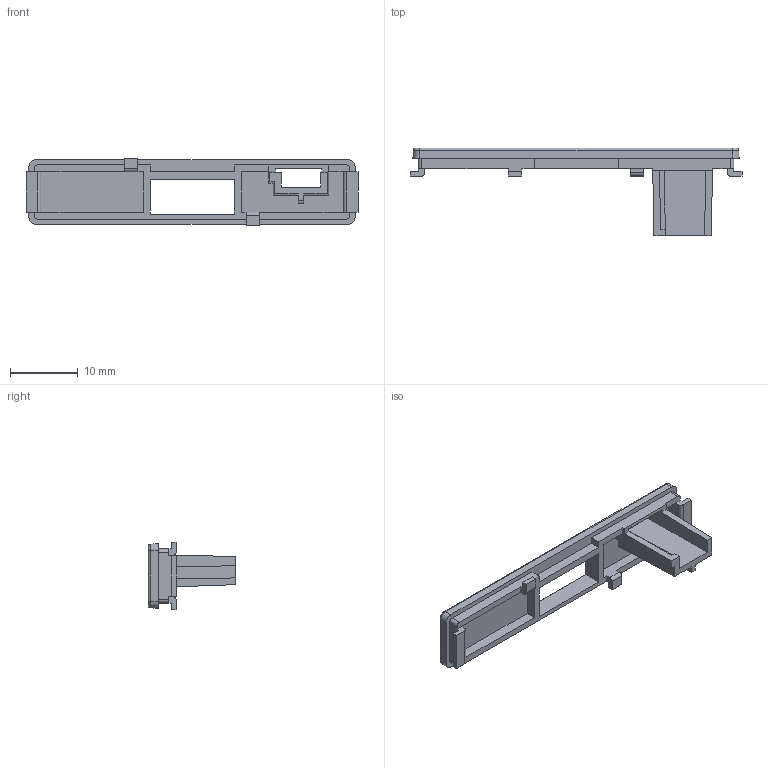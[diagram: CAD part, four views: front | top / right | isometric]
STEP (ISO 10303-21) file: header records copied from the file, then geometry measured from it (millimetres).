
FILE_DESCRIPTION(/* description */ (''),/* implementation_level */ '2;1');
FILE_NAME(/* name */ 'RX Connector Plate.ipt.step',/* time_stamp */ '2020-04-16T23:12:19-04:00',/* author */ ('Jordan'),/* organization */ (''),/* preprocessor_version */ 'ST-DEVELOPER v17',/* originating_system */ 'Autodesk Inventor 2019',/* authorisation */ '');
FILE_SCHEMA (('AUTOMOTIVE_DESIGN { 1 0 10303 214 3 1 1 }'));
Length unit declared in the file: inch
Products named in the file (1): RX Connector Plate
Bounding box: 49.14 x 13 x 10 mm (x, y, z)
Volume: 925.5 mm3; surface area: 1762.4 mm2
Topology: 1 solids, 1 shells, 103 faces, 281 edges, 180 vertices
Faces by surface type: plane 83, cylinder 12, cone 4, torus 4
Entity records: 3361 total; most frequent: CARTESIAN_POINT 565, ORIENTED_EDGE 562, DIRECTION 525, EDGE_CURVE 281, LINE 245, VECTOR 245, VERTEX_POINT 180, AXIS2_PLACEMENT_3D 140
